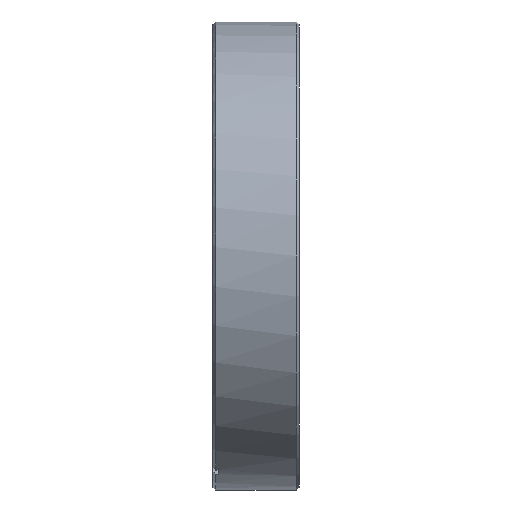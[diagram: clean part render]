
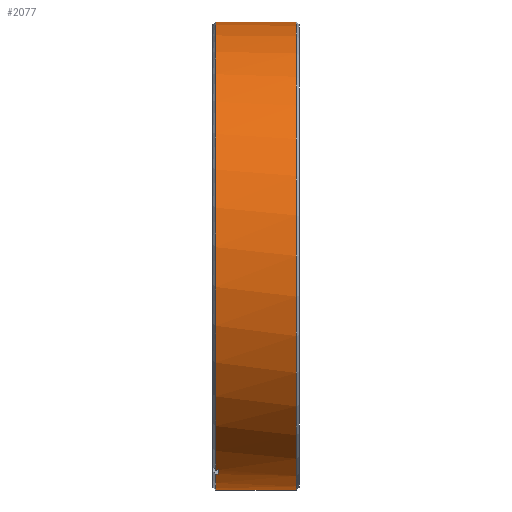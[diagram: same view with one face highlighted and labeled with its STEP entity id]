
A CAD part, left-side view. The second image highlights one B-rep face of the part: STEP entity #2077.
In plain terms, the highlighted cylindrical face has radius 42.8 mm (diameter 85.6 mm), a partial arc.
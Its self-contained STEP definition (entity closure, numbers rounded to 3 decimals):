
#44 = CARTESIAN_POINT ( 'NONE',  ( 0., -24.574, 42.8 ) ) ;
#60 = VECTOR ( 'NONE', #1120, 1000. ) ;
#70 = EDGE_CURVE ( 'NONE', #723, #1160, #1156, .T. ) ;
#80 = CYLINDRICAL_SURFACE ( 'NONE', #944, 42.8 ) ;
#81 = DIRECTION ( 'NONE',  ( 0., -1., 0. ) ) ;
#87 = EDGE_CURVE ( 'NONE', #1569, #915, #230, .T. ) ;
#113 = DIRECTION ( 'NONE',  ( 0., -1., 0. ) ) ;
#139 = EDGE_CURVE ( 'NONE', #1929, #590, #509, .T. ) ;
#222 = DIRECTION ( 'NONE',  ( 0., -1., 0. ) ) ;
#230 = CIRCLE ( 'NONE', #995, 42.8 ) ;
#234 = ORIENTED_EDGE ( 'NONE', *, *, #1419, .T. ) ;
#237 = EDGE_CURVE ( 'NONE', #1696, #684, #1179, .T. ) ;
#246 = DIRECTION ( 'NONE',  ( 0., 0., -1. ) ) ;
#279 = DIRECTION ( 'NONE',  ( 0., 0., -1. ) ) ;
#322 = ORIENTED_EDGE ( 'NONE', *, *, #87, .T. ) ;
#391 = CARTESIAN_POINT ( 'NONE',  ( 0., -0.5, -42.8 ) ) ;
#407 = CARTESIAN_POINT ( 'NONE',  ( 0., -1., 0. ) ) ;
#451 = VECTOR ( 'NONE', #81, 1000. ) ;
#472 = EDGE_CURVE ( 'NONE', #684, #723, #1577, .T. ) ;
#485 = EDGE_CURVE ( 'NONE', #1696, #590, #559, .T. ) ;
#502 = LINE ( 'NONE', #1088, #451 ) ;
#509 = CIRCLE ( 'NONE', #911, 42.8 ) ;
#559 = LINE ( 'NONE', #1742, #1326 ) ;
#575 = FACE_OUTER_BOUND ( 'NONE', #766, .T. ) ;
#590 = VERTEX_POINT ( 'NONE', #1407 ) ;
#596 = DIRECTION ( 'NONE',  ( 0., 0., -1. ) ) ;
#645 = ORIENTED_EDGE ( 'NONE', *, *, #237, .T. ) ;
#684 = VERTEX_POINT ( 'NONE', #391 ) ;
#723 = VERTEX_POINT ( 'NONE', #1193 ) ;
#761 = CARTESIAN_POINT ( 'NONE',  ( 0., -0.5, 0. ) ) ;
#766 = EDGE_LOOP ( 'NONE', ( #1465, #322, #234, #1412, #1802, #645, #1470, #1778 ) ) ;
#768 = DIRECTION ( 'NONE',  ( 0., 0., 1. ) ) ;
#775 = AXIS2_PLACEMENT_3D ( 'NONE', #946, #1896, #768 ) ;
#890 = CARTESIAN_POINT ( 'NONE',  ( -17.298, -1., -39.149 ) ) ;
#911 = AXIS2_PLACEMENT_3D ( 'NONE', #407, #1390, #246 ) ;
#915 = VERTEX_POINT ( 'NONE', #1468 ) ;
#944 = AXIS2_PLACEMENT_3D ( 'NONE', #2060, #113, #279 ) ;
#946 = CARTESIAN_POINT ( 'NONE',  ( 0., -15.3, 0. ) ) ;
#956 = DIRECTION ( 'NONE',  ( 0., -1., 0. ) ) ;
#995 = AXIS2_PLACEMENT_3D ( 'NONE', #761, #1723, #596 ) ;
#1008 = AXIS2_PLACEMENT_3D ( 'NONE', #1365, #222, #1198 ) ;
#1088 = CARTESIAN_POINT ( 'NONE',  ( -17.298, -24.574, -39.149 ) ) ;
#1120 = DIRECTION ( 'NONE',  ( 0., -1., 0. ) ) ;
#1156 = CIRCLE ( 'NONE', #775, 42.8 ) ;
#1160 = VERTEX_POINT ( 'NONE', #1498 ) ;
#1172 = VECTOR ( 'NONE', #1367, 1000. ) ;
#1179 = CIRCLE ( 'NONE', #1008, 42.8 ) ;
#1193 = CARTESIAN_POINT ( 'NONE',  ( 0., -15.3, -42.8 ) ) ;
#1198 = DIRECTION ( 'NONE',  ( 0., 0., -1. ) ) ;
#1326 = VECTOR ( 'NONE', #956, 1000. ) ;
#1365 = CARTESIAN_POINT ( 'NONE',  ( 0., -0.5, 0. ) ) ;
#1367 = DIRECTION ( 'NONE',  ( 0., -1., 0. ) ) ;
#1390 = DIRECTION ( 'NONE',  ( 0., -1., 0. ) ) ;
#1407 = CARTESIAN_POINT ( 'NONE',  ( -15.451, -1., -39.914 ) ) ;
#1412 = ORIENTED_EDGE ( 'NONE', *, *, #139, .T. ) ;
#1419 = EDGE_CURVE ( 'NONE', #915, #1929, #502, .T. ) ;
#1465 = ORIENTED_EDGE ( 'NONE', *, *, #1935, .F. ) ;
#1468 = CARTESIAN_POINT ( 'NONE',  ( -17.298, -0.5, -39.149 ) ) ;
#1470 = ORIENTED_EDGE ( 'NONE', *, *, #472, .T. ) ;
#1498 = CARTESIAN_POINT ( 'NONE',  ( 0., -15.3, 42.8 ) ) ;
#1545 = LINE ( 'NONE', #44, #1172 ) ;
#1569 = VERTEX_POINT ( 'NONE', #1916 ) ;
#1577 = LINE ( 'NONE', #1752, #60 ) ;
#1696 = VERTEX_POINT ( 'NONE', #1938 ) ;
#1723 = DIRECTION ( 'NONE',  ( 0., -1., 0. ) ) ;
#1742 = CARTESIAN_POINT ( 'NONE',  ( -15.451, -24.574, -39.914 ) ) ;
#1752 = CARTESIAN_POINT ( 'NONE',  ( 0., -24.574, -42.8 ) ) ;
#1778 = ORIENTED_EDGE ( 'NONE', *, *, #70, .T. ) ;
#1802 = ORIENTED_EDGE ( 'NONE', *, *, #485, .F. ) ;
#1896 = DIRECTION ( 'NONE',  ( 0., 1., 0. ) ) ;
#1916 = CARTESIAN_POINT ( 'NONE',  ( 0., -0.5, 42.8 ) ) ;
#1929 = VERTEX_POINT ( 'NONE', #890 ) ;
#1935 = EDGE_CURVE ( 'NONE', #1569, #1160, #1545, .T. ) ;
#1938 = CARTESIAN_POINT ( 'NONE',  ( -15.451, -0.5, -39.914 ) ) ;
#2060 = CARTESIAN_POINT ( 'NONE',  ( 0., -24.574, 0. ) ) ;
#2077 = ADVANCED_FACE ( 'NONE', ( #575 ), #80, .T. ) ;
